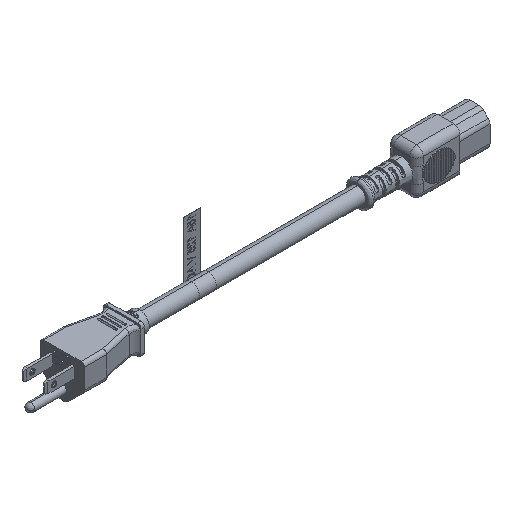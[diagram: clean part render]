
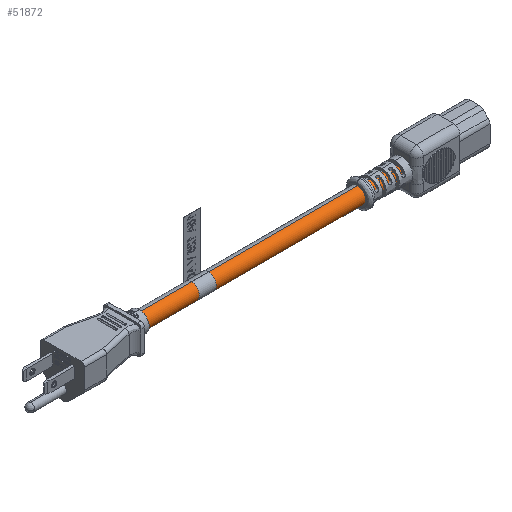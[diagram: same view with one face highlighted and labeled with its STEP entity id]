
A CAD part, isometric view. The second image highlights one B-rep face of the part: STEP entity #51872.
In plain terms, the highlighted cylindrical face has radius 4.625 mm (diameter 9.25 mm), a partial arc.
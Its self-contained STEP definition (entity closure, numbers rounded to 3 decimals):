
#743 = LINE ( 'NONE', #12234, #31323 ) ;
#1619 = CARTESIAN_POINT ( 'NONE',  ( 0., 0., -4.625 ) ) ;
#2345 = DIRECTION ( 'NONE',  ( 0., 0., -1. ) ) ;
#3726 = AXIS2_PLACEMENT_3D ( 'NONE', #24247, #30462, #72398 ) ;
#9378 = LINE ( 'NONE', #44080, #39046 ) ;
#12234 = CARTESIAN_POINT ( 'NONE',  ( 163.081, 0., -4.625 ) ) ;
#13094 = DIRECTION ( 'NONE',  ( 0., 0., -1. ) ) ;
#18475 = ORIENTED_EDGE ( 'NONE', *, *, #32568, .T. ) ;
#20336 = VERTEX_POINT ( 'NONE', #34766 ) ;
#22044 = AXIS2_PLACEMENT_3D ( 'NONE', #67287, #26127, #2345 ) ;
#22673 = CARTESIAN_POINT ( 'NONE',  ( 0., 0., 4.625 ) ) ;
#24247 = CARTESIAN_POINT ( 'NONE',  ( 163.081, 0., 0. ) ) ;
#24409 = DIRECTION ( 'NONE',  ( -1., 0., 0. ) ) ;
#24503 = EDGE_LOOP ( 'NONE', ( #39914, #55596, #18475, #58310 ) ) ;
#24627 = EDGE_CURVE ( 'NONE', #20336, #31252, #76544, .T. ) ;
#24988 = DIRECTION ( 'NONE',  ( 1., 0., 0. ) ) ;
#25362 = CIRCLE ( 'NONE', #22044, 4.625 ) ;
#26127 = DIRECTION ( 'NONE',  ( 1., 0., 0. ) ) ;
#30462 = DIRECTION ( 'NONE',  ( -1., 0., 0. ) ) ;
#31252 = VERTEX_POINT ( 'NONE', #34954 ) ;
#31323 = VECTOR ( 'NONE', #24409, 1000. ) ;
#32568 = EDGE_CURVE ( 'NONE', #20336, #51225, #9378, .T. ) ;
#34432 = EDGE_CURVE ( 'NONE', #31252, #58319, #743, .T. ) ;
#34766 = CARTESIAN_POINT ( 'NONE',  ( 150., 0., 4.625 ) ) ;
#34954 = CARTESIAN_POINT ( 'NONE',  ( 150., 0., -4.625 ) ) ;
#39046 = VECTOR ( 'NONE', #55461, 1000. ) ;
#39914 = ORIENTED_EDGE ( 'NONE', *, *, #34432, .F. ) ;
#44080 = CARTESIAN_POINT ( 'NONE',  ( 163.081, 0., 4.625 ) ) ;
#45018 = EDGE_CURVE ( 'NONE', #51225, #58319, #25362, .T. ) ;
#51225 = VERTEX_POINT ( 'NONE', #22673 ) ;
#51872 = ADVANCED_FACE ( 'NONE', ( #64018 ), #58347, .T. ) ;
#52696 = AXIS2_PLACEMENT_3D ( 'NONE', #60505, #24988, #13094 ) ;
#55461 = DIRECTION ( 'NONE',  ( -1., 0., 0. ) ) ;
#55596 = ORIENTED_EDGE ( 'NONE', *, *, #24627, .F. ) ;
#58310 = ORIENTED_EDGE ( 'NONE', *, *, #45018, .T. ) ;
#58319 = VERTEX_POINT ( 'NONE', #1619 ) ;
#58347 = CYLINDRICAL_SURFACE ( 'NONE', #3726, 4.625 ) ;
#60505 = CARTESIAN_POINT ( 'NONE',  ( 150., 0., 0. ) ) ;
#64018 = FACE_OUTER_BOUND ( 'NONE', #24503, .T. ) ;
#67287 = CARTESIAN_POINT ( 'NONE',  ( 0., 0., 0. ) ) ;
#72398 = DIRECTION ( 'NONE',  ( 0., 0., 1. ) ) ;
#76544 = CIRCLE ( 'NONE', #52696, 4.625 ) ;
